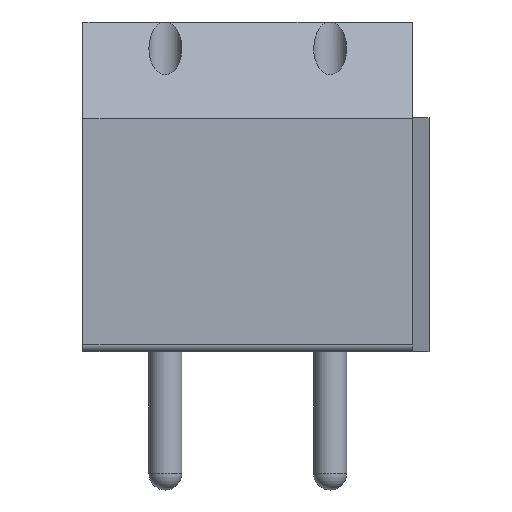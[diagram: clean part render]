
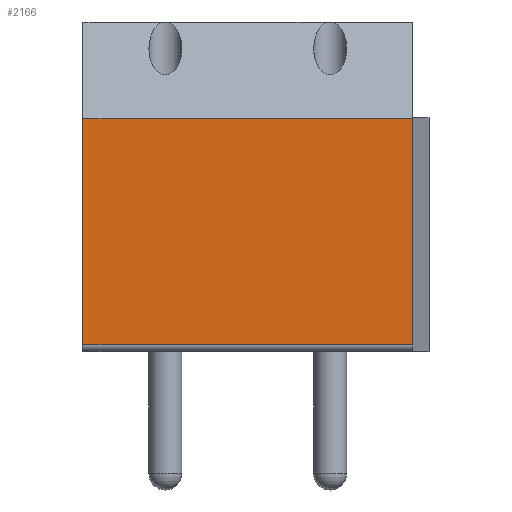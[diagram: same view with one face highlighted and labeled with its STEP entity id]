
A CAD part, front view. The second image highlights one B-rep face of the part: STEP entity #2166.
In plain terms, the highlighted planar face has unit normal (0, -1, 0).
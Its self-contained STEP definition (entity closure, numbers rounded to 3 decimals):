
#438=DIRECTION('',(-1.,0.,0.));
#439=VECTOR('',#438,10.);
#440=CARTESIAN_POINT('',(7.5,-3.8,7.07));
#441=LINE('',#440,#439);
#510=DIRECTION('',(1.,0.,0.));
#511=VECTOR('',#510,10.);
#512=CARTESIAN_POINT('',(-2.5,-3.8,0.2));
#513=LINE('',#512,#511);
#554=DIRECTION('',(0.,0.,1.));
#555=VECTOR('',#554,6.87);
#556=CARTESIAN_POINT('',(-2.5,-3.8,0.2));
#557=LINE('',#556,#555);
#592=DIRECTION('',(0.,0.,1.));
#593=VECTOR('',#592,6.87);
#594=CARTESIAN_POINT('',(7.5,-3.8,0.2));
#595=LINE('',#594,#593);
#1259=CARTESIAN_POINT('',(7.5,-3.8,7.07));
#1261=VERTEX_POINT('',#1259);
#1387=CARTESIAN_POINT('',(-2.5,-3.8,0.2));
#1388=CARTESIAN_POINT('',(-2.5,-3.8,7.07));
#1389=VERTEX_POINT('',#1387);
#1390=VERTEX_POINT('',#1388);
#1415=CARTESIAN_POINT('',(7.5,-3.8,0.2));
#1417=VERTEX_POINT('',#1415);
#2152=CARTESIAN_POINT('',(-7.5,-3.8,0.));
#2153=DIRECTION('',(0.,-1.,0.));
#2154=DIRECTION('',(1.,0.,0.));
#2155=AXIS2_PLACEMENT_3D('',#2152,#2153,#2154);
#2156=PLANE('',#2155);
#2158=ORIENTED_EDGE('',*,*,#2157,.F.);
#2160=ORIENTED_EDGE('',*,*,#2159,.T.);
#2161=ORIENTED_EDGE('',*,*,#2128,.F.);
#2163=ORIENTED_EDGE('',*,*,#2162,.F.);
#2164=EDGE_LOOP('',(#2158,#2160,#2161,#2163));
#2165=FACE_OUTER_BOUND('',#2164,.F.);
#2166=ADVANCED_FACE('',(#2165),#2156,.T.);
#2128=EDGE_CURVE('',#1261,#1390,#441,.T.);
#2157=EDGE_CURVE('',#1389,#1417,#513,.T.);
#2159=EDGE_CURVE('',#1389,#1390,#557,.T.);
#2162=EDGE_CURVE('',#1417,#1261,#595,.T.);
